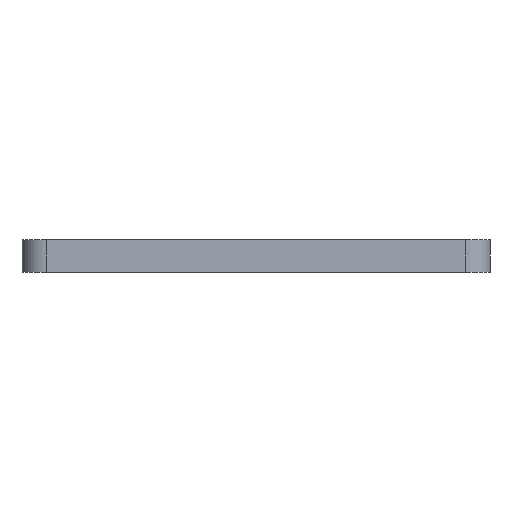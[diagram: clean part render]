
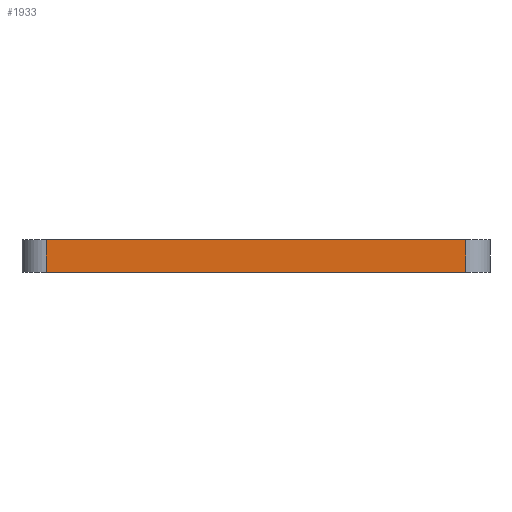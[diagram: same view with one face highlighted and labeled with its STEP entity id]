
A CAD part, front view. The second image highlights one B-rep face of the part: STEP entity #1933.
In plain terms, the highlighted planar face has unit normal (0, -1, 0).
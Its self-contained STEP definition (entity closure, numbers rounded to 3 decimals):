
#1850=CARTESIAN_POINT('Vertex',(103.865,141.099,-176.994)) ;
#1857=CARTESIAN_POINT('Vertex',(103.865,141.099,-172.994)) ;
#1860=CARTESIAN_POINT('Line Origine',(103.865,141.099,-174.994)) ;
#1903=CARTESIAN_POINT('Axis2P3D Location',(106.865,141.099,-172.994)) ;
#1908=CARTESIAN_POINT('Line Origine',(77.915,141.099,-176.994)) ;
#1912=CARTESIAN_POINT('Vertex',(51.965,141.099,-176.994)) ;
#1915=CARTESIAN_POINT('Line Origine',(77.915,141.099,-172.994)) ;
#1919=CARTESIAN_POINT('Vertex',(51.965,141.099,-172.994)) ;
#1922=CARTESIAN_POINT('Line Origine',(51.965,141.099,-174.994)) ;
#1861=DIRECTION('Vector Direction',(0.,0.,-1.)) ;
#1904=DIRECTION('Axis2P3D Direction',(0.,-1.,0.)) ;
#1905=DIRECTION('Axis2P3D XDirection',(-1.,0.,0.)) ;
#1909=DIRECTION('Vector Direction',(-1.,0.,0.)) ;
#1916=DIRECTION('Vector Direction',(-1.,0.,0.)) ;
#1923=DIRECTION('Vector Direction',(0.,0.,-1.)) ;
#1906=AXIS2_PLACEMENT_3D('Plane Axis2P3D',#1903,#1904,#1905) ;
#1928=ORIENTED_EDGE('',*,*,#1914,.T.) ;
#1929=ORIENTED_EDGE('',*,*,#1864,.F.) ;
#1930=ORIENTED_EDGE('',*,*,#1921,.F.) ;
#1931=ORIENTED_EDGE('',*,*,#1926,.T.) ;
#1862=VECTOR('Line Direction',#1861,1.) ;
#1910=VECTOR('Line Direction',#1909,1.) ;
#1917=VECTOR('Line Direction',#1916,1.) ;
#1924=VECTOR('Line Direction',#1923,1.) ;
#1933=ADVANCED_FACE('Corps principal',(#1932),#1907,.T.) ;
#1864=EDGE_CURVE('',#1858,#1851,#1863,.T.) ;
#1914=EDGE_CURVE('',#1913,#1851,#1911,.F.) ;
#1921=EDGE_CURVE('',#1920,#1858,#1918,.F.) ;
#1926=EDGE_CURVE('',#1920,#1913,#1925,.T.) ;
#1927=EDGE_LOOP('',(#1928,#1929,#1930,#1931)) ;
#1932=FACE_OUTER_BOUND('',#1927,.T.) ;
#1863=LINE('Line',#1860,#1862) ;
#1911=LINE('Line',#1908,#1910) ;
#1918=LINE('Line',#1915,#1917) ;
#1925=LINE('Line',#1922,#1924) ;
#1907=PLANE('Plane',#1906) ;
#1851=VERTEX_POINT('',#1850) ;
#1858=VERTEX_POINT('',#1857) ;
#1913=VERTEX_POINT('',#1912) ;
#1920=VERTEX_POINT('',#1919) ;
